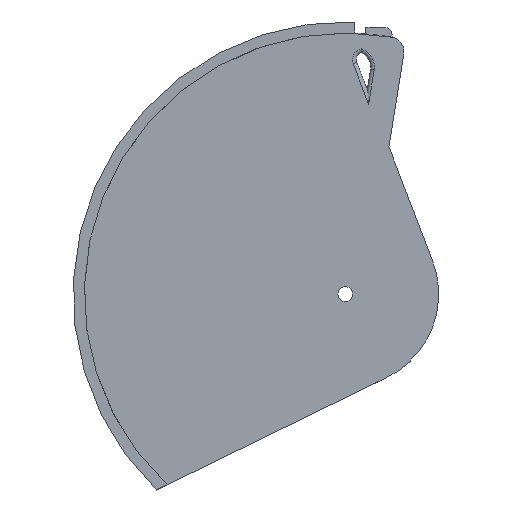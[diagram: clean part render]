
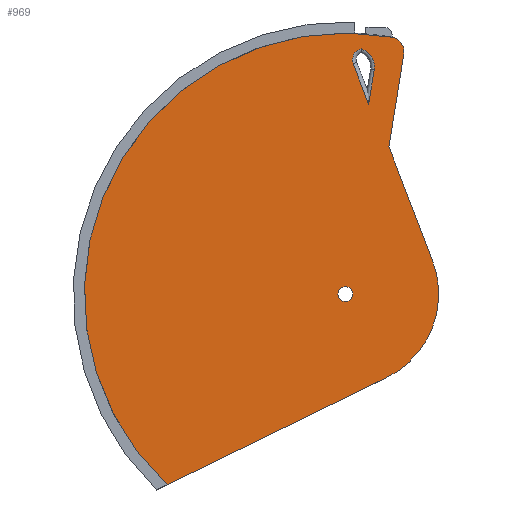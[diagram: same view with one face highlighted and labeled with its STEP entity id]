
A CAD part, top view. The second image highlights one B-rep face of the part: STEP entity #969.
In plain terms, the highlighted planar face has unit normal (0, 0, 1).
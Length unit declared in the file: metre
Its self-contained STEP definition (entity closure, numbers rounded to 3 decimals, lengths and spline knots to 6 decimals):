
#27=CIRCLE('',#1046,0.005);
#28=CIRCLE('',#1047,0.003);
#29=CIRCLE('',#1048,0.002);
#30=CIRCLE('',#1049,0.025292);
#31=CIRCLE('',#1050,0.025);
#32=CIRCLE('',#1051,0.004);
#33=CIRCLE('',#1052,0.07);
#105=LINE('',#1491,#195);
#107=LINE('',#1510,#197);
#108=LINE('',#1512,#198);
#109=LINE('',#1521,#199);
#110=LINE('',#1523,#200);
#195=VECTOR('',#1172,1.);
#197=VECTOR('',#1184,1.);
#198=VECTOR('',#1185,1.);
#199=VECTOR('',#1194,1.);
#200=VECTOR('',#1195,1.);
#303=ORIENTED_EDGE('',*,*,#586,.T.);
#304=ORIENTED_EDGE('',*,*,#587,.T.);
#305=ORIENTED_EDGE('',*,*,#588,.T.);
#306=ORIENTED_EDGE('',*,*,#589,.T.);
#307=ORIENTED_EDGE('',*,*,#590,.F.);
#308=ORIENTED_EDGE('',*,*,#581,.T.);
#309=ORIENTED_EDGE('',*,*,#591,.T.);
#310=ORIENTED_EDGE('',*,*,#592,.T.);
#311=ORIENTED_EDGE('',*,*,#593,.F.);
#312=ORIENTED_EDGE('',*,*,#594,.T.);
#313=ORIENTED_EDGE('',*,*,#595,.T.);
#314=ORIENTED_EDGE('',*,*,#596,.T.);
#581=EDGE_CURVE('',#725,#724,#105,.T.);
#586=EDGE_CURVE('',#728,#729,#27,.F.);
#587=EDGE_CURVE('',#729,#730,#107,.F.);
#588=EDGE_CURVE('',#730,#731,#108,.F.);
#589=EDGE_CURVE('',#731,#728,#28,.F.);
#590=EDGE_CURVE('',#732,#732,#29,.T.);
#591=EDGE_CURVE('',#724,#733,#30,.T.);
#592=EDGE_CURVE('',#733,#734,#31,.T.);
#593=EDGE_CURVE('',#735,#734,#109,.T.);
#594=EDGE_CURVE('',#735,#736,#110,.T.);
#595=EDGE_CURVE('',#736,#737,#32,.T.);
#596=EDGE_CURVE('',#737,#725,#33,.T.);
#724=VERTEX_POINT('',#1490);
#725=VERTEX_POINT('',#1492);
#728=VERTEX_POINT('',#1508);
#729=VERTEX_POINT('',#1509);
#730=VERTEX_POINT('',#1511);
#731=VERTEX_POINT('',#1513);
#732=VERTEX_POINT('',#1516);
#733=VERTEX_POINT('',#1518);
#734=VERTEX_POINT('',#1520);
#735=VERTEX_POINT('',#1522);
#736=VERTEX_POINT('',#1524);
#737=VERTEX_POINT('',#1526);
#812=EDGE_LOOP('',(#303,#304,#305,#306));
#813=EDGE_LOOP('',(#307));
#814=EDGE_LOOP('',(#308,#309,#310,#311,#312,#313,#314));
#876=FACE_BOUND('',#812,.T.);
#877=FACE_BOUND('',#813,.T.);
#878=FACE_BOUND('',#814,.T.);
#939=PLANE('',#1045);
#969=ADVANCED_FACE('',(#876,#877,#878),#939,.T.);
#1045=AXIS2_PLACEMENT_3D('',#1506,#1180,#1181);
#1046=AXIS2_PLACEMENT_3D('',#1507,#1182,#1183);
#1047=AXIS2_PLACEMENT_3D('',#1514,#1186,#1187);
#1048=AXIS2_PLACEMENT_3D('',#1515,#1188,#1189);
#1049=AXIS2_PLACEMENT_3D('',#1517,#1190,#1191);
#1050=AXIS2_PLACEMENT_3D('',#1519,#1192,#1193);
#1051=AXIS2_PLACEMENT_3D('',#1525,#1196,#1197);
#1052=AXIS2_PLACEMENT_3D('',#1527,#1198,#1199);
#1172=DIRECTION('',(0.899,0.438,0.));
#1180=DIRECTION('',(0.,0.,1.));
#1181=DIRECTION('',(1.,0.,0.));
#1182=DIRECTION('',(0.,0.,1.));
#1183=DIRECTION('',(1.,0.,0.));
#1184=DIRECTION('',(0.158,0.987,0.));
#1185=DIRECTION('',(0.357,-0.934,0.));
#1186=DIRECTION('',(0.,0.,1.));
#1187=DIRECTION('',(1.,0.,0.));
#1188=DIRECTION('',(0.,0.,1.));
#1189=DIRECTION('',(1.,0.,0.));
#1190=DIRECTION('',(0.,0.,1.));
#1191=DIRECTION('',(1.,0.,0.));
#1192=DIRECTION('',(0.,0.,1.));
#1193=DIRECTION('',(1.,0.,0.));
#1194=DIRECTION('',(0.357,-0.934,0.));
#1195=DIRECTION('',(0.158,0.987,0.));
#1196=DIRECTION('',(0.,0.,1.));
#1197=DIRECTION('',(1.,0.,0.));
#1198=DIRECTION('',(0.,0.,1.));
#1199=DIRECTION('',(1.,0.,0.));
#1490=CARTESIAN_POINT('',(0.026849,-0.022523,0.0045));
#1491=CARTESIAN_POINT('',(0.03139,-0.020311,0.0045));
#1492=CARTESIAN_POINT('',(-0.031821,-0.051119,0.0045));
#1506=CARTESIAN_POINT('',(-0.00725,0.,0.0045));
#1507=CARTESIAN_POINT('',(0.018778,0.060937,0.0045));
#1508=CARTESIAN_POINT('',(0.020202,0.06573,0.0045));
#1509=CARTESIAN_POINT('',(0.023716,0.060148,0.0045));
#1510=CARTESIAN_POINT('',(0.022825,0.054574,0.0045));
#1511=CARTESIAN_POINT('',(0.022237,0.050889,0.0045));
#1512=CARTESIAN_POINT('',(0.035452,0.016327,0.0045));
#1513=CARTESIAN_POINT('',(0.018088,0.061738,0.0045));
#1514=CARTESIAN_POINT('',(0.02089,0.06281,0.0045));
#1515=CARTESIAN_POINT('',(0.016,0.,0.0045));
#1516=CARTESIAN_POINT('',(0.018,0.,0.0045));
#1517=CARTESIAN_POINT('',(0.015768,0.000212,0.0045));
#1518=CARTESIAN_POINT('',(0.039372,-0.008875,0.0045));
#1519=CARTESIAN_POINT('',(0.016,0.,0.0045));
#1520=CARTESIAN_POINT('',(0.039351,0.008929,0.0045));
#1521=CARTESIAN_POINT('',(0.027676,0.039464,0.0045));
#1522=CARTESIAN_POINT('',(0.027676,0.039464,0.0045));
#1523=CARTESIAN_POINT('',(0.031852,0.065612,0.0045));
#1524=CARTESIAN_POINT('',(0.031647,0.064324,0.0045));
#1525=CARTESIAN_POINT('',(0.027697,0.064955,0.0045));
#1526=CARTESIAN_POINT('',(0.028405,0.068892,0.0045));
#1527=CARTESIAN_POINT('',(0.016,0.,0.0045));
